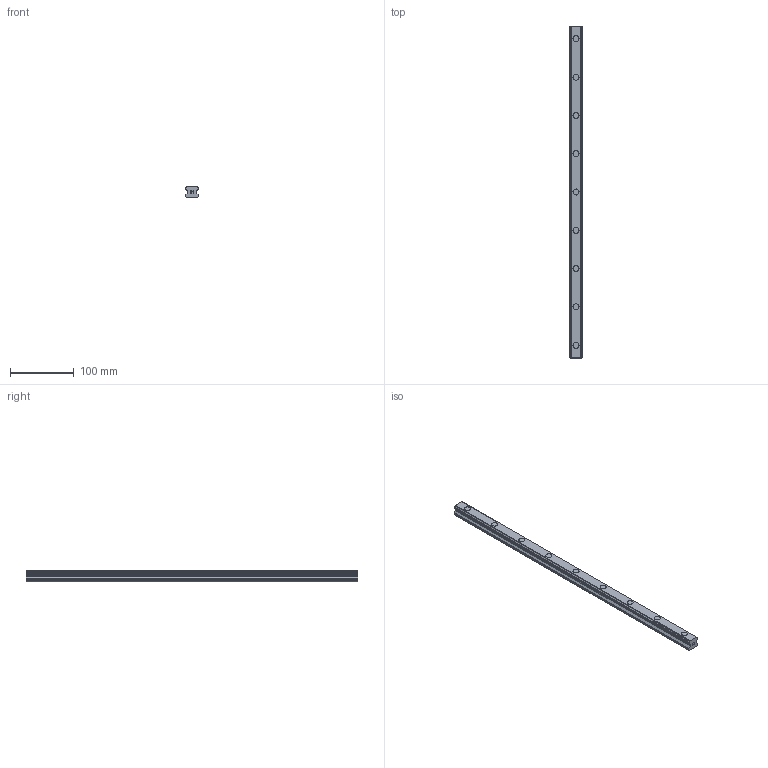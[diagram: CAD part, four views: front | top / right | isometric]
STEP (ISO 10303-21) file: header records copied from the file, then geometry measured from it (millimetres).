
FILE_DESCRIPTION(('STEP AP214'),'1');
FILE_NAME('cctmp_374838F4-CFED-487D-B2AC-D978016D0B6F_2020_5_18_12_7_32_393..stp','2020-05-18T10:07:32',('HIWIN GmbH'),('CADClick - www.CADClick.com'),'Spatial InterOp 3D',' ','unknown authorization');
FILE_SCHEMA(('AUTOMOTIVE_DESIGN'));
Length unit declared in the file: millimetre
Products named in the file (1): HGR20R520H_FILE
Bounding box: 20 x 520 x 17.5 mm (x, y, z)
Volume: 148398.1 mm3; surface area: 44749.6 mm2
Topology: 1 solids, 1 shells, 188 faces, 465 edges, 310 vertices
Faces by surface type: plane 112, cylinder 76
Entity records: 7129 total; most frequent: DIRECTION 995, CARTESIAN_POINT 964, ORIENTED_EDGE 930, EDGE_CURVE 465, AXIS2_PLACEMENT_3D 341, LINE 313, VECTOR 313, VERTEX_POINT 310
